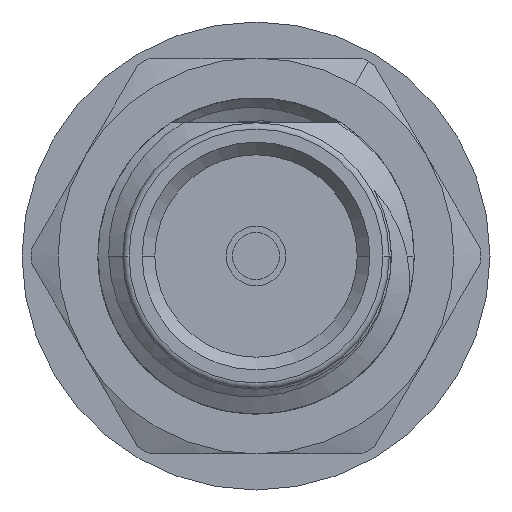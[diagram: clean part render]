
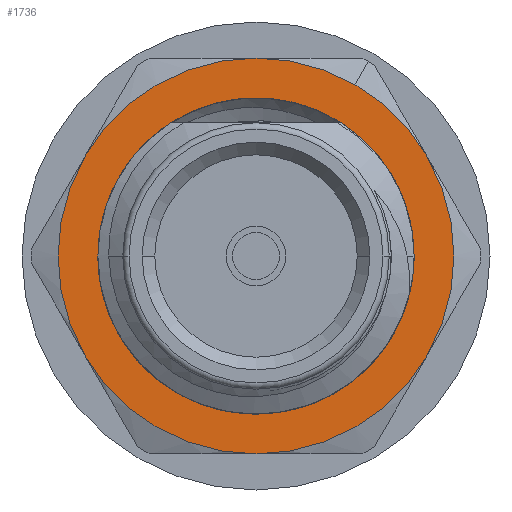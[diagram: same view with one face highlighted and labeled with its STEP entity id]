
A CAD part, left-side view. The second image highlights one B-rep face of the part: STEP entity #1736.
In plain terms, the highlighted planar face has unit normal (-1, 0, 0).
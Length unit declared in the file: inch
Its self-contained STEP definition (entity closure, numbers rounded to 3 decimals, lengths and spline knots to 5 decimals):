
#114 = CARTESIAN_POINT ( 'NONE',  ( 0.198, 0., 0. ) ) ;
#185 = EDGE_CURVE ( 'NONE', #25580, #1680, #8232, .T. ) ;
#496 = AXIS2_PLACEMENT_3D ( 'NONE', #13992, #16056, #18089 ) ;
#509 = CARTESIAN_POINT ( 'NONE',  ( 0.198, 0., 0. ) ) ;
#518 = DIRECTION ( 'NONE',  ( 1., 0., 0. ) ) ;
#718 = EDGE_CURVE ( 'NONE', #24615, #1198, #6650, .T. ) ;
#950 = CARTESIAN_POINT ( 'NONE',  ( 0.198, 0., 0. ) ) ;
#1035 = DIRECTION ( 'NONE',  ( 1., 0., 0. ) ) ;
#1198 = VERTEX_POINT ( 'NONE', #6972 ) ;
#1552 = CARTESIAN_POINT ( 'NONE',  ( 0.198, 0., 0. ) ) ;
#1680 = VERTEX_POINT ( 'NONE', #24231 ) ;
#1736 = ADVANCED_FACE ( 'NONE', ( #13276, #18027 ), #6562, .F. ) ;
#1966 = EDGE_CURVE ( 'NONE', #1198, #24615, #21852, .T. ) ;
#2331 = EDGE_LOOP ( 'NONE', ( #21760, #6112, #11964, #4970, #10675, #6295, #13415 ) ) ;
#2478 = EDGE_CURVE ( 'NONE', #1680, #6540, #9768, .T. ) ;
#3075 = DIRECTION ( 'NONE',  ( 1., 0., 0. ) ) ;
#3740 = CIRCLE ( 'NONE', #21737, 0.1565 ) ;
#3887 = EDGE_CURVE ( 'NONE', #22260, #25580, #3740, .T. ) ;
#4158 = DIRECTION ( 'NONE',  ( -1., 0., 0. ) ) ;
#4494 = CARTESIAN_POINT ( 'NONE',  ( 0.198, 0., 0. ) ) ;
#4528 = CIRCLE ( 'NONE', #24911, 0.1565 ) ;
#4668 = CARTESIAN_POINT ( 'NONE',  ( 0.198, 0., 0. ) ) ;
#4970 = ORIENTED_EDGE ( 'NONE', *, *, #3887, .T. ) ;
#5781 = CARTESIAN_POINT ( 'NONE',  ( 0.198, 0., 0. ) ) ;
#6052 = AXIS2_PLACEMENT_3D ( 'NONE', #16797, #22866, #14584 ) ;
#6112 = ORIENTED_EDGE ( 'NONE', *, *, #11661, .T. ) ;
#6295 = ORIENTED_EDGE ( 'NONE', *, *, #2478, .T. ) ;
#6540 = VERTEX_POINT ( 'NONE', #25851 ) ;
#6562 = PLANE ( 'NONE',  #8302 ) ;
#6577 = EDGE_LOOP ( 'NONE', ( #7688, #20618 ) ) ;
#6650 = CIRCLE ( 'NONE', #496, 0.125 ) ;
#6972 = CARTESIAN_POINT ( 'NONE',  ( 0.198, 0.0625, -0.10825 ) ) ;
#7499 = DIRECTION ( 'NONE',  ( -1., 0., 0. ) ) ;
#7573 = CARTESIAN_POINT ( 'NONE',  ( 0.198, 0., 0.1565 ) ) ;
#7638 = CARTESIAN_POINT ( 'NONE',  ( 0.198, -0.07825, 0.13553 ) ) ;
#7688 = ORIENTED_EDGE ( 'NONE', *, *, #1966, .T. ) ;
#8133 = CARTESIAN_POINT ( 'NONE',  ( 0.198, 0.12044, -0.03345 ) ) ;
#8232 = CIRCLE ( 'NONE', #10137, 0.1565 ) ;
#8302 = AXIS2_PLACEMENT_3D ( 'NONE', #10679, #518, #8422 ) ;
#8422 = DIRECTION ( 'NONE',  ( 0., -0.5, 0.866 ) ) ;
#8977 = CARTESIAN_POINT ( 'NONE',  ( 0.198, -0.13553, 0.07825 ) ) ;
#9557 = CIRCLE ( 'NONE', #11273, 0.1565 ) ;
#9768 = CIRCLE ( 'NONE', #19009, 0.1565 ) ;
#10137 = AXIS2_PLACEMENT_3D ( 'NONE', #114, #12317, #14076 ) ;
#10675 = ORIENTED_EDGE ( 'NONE', *, *, #185, .T. ) ;
#10679 = CARTESIAN_POINT ( 'NONE',  ( 0.198, 0., 0. ) ) ;
#10732 = CIRCLE ( 'NONE', #6052, 0.1565 ) ;
#10911 = VERTEX_POINT ( 'NONE', #7638 ) ;
#10938 = DIRECTION ( 'NONE',  ( 0., -0.5, 0.866 ) ) ;
#11273 = AXIS2_PLACEMENT_3D ( 'NONE', #4494, #1035, #10938 ) ;
#11661 = EDGE_CURVE ( 'NONE', #10911, #12617, #4528, .T. ) ;
#11964 = ORIENTED_EDGE ( 'NONE', *, *, #15926, .T. ) ;
#12317 = DIRECTION ( 'NONE',  ( -1., 0., 0. ) ) ;
#12391 = EDGE_CURVE ( 'NONE', #22083, #6540, #9557, .T. ) ;
#12617 = VERTEX_POINT ( 'NONE', #7573 ) ;
#12759 = CARTESIAN_POINT ( 'NONE',  ( 0.198, 0.13553, 0.07825 ) ) ;
#13276 = FACE_BOUND ( 'NONE', #6577, .T. ) ;
#13415 = ORIENTED_EDGE ( 'NONE', *, *, #12391, .F. ) ;
#13992 = CARTESIAN_POINT ( 'NONE',  ( 0.198, 0., 0. ) ) ;
#14076 = DIRECTION ( 'NONE',  ( 0., -0.5, 0.866 ) ) ;
#14444 = AXIS2_PLACEMENT_3D ( 'NONE', #509, #4158, #16625 ) ;
#14584 = DIRECTION ( 'NONE',  ( 0., -0.5, 0.866 ) ) ;
#15711 = DIRECTION ( 'NONE',  ( 0., -0.5, 0.866 ) ) ;
#15926 = EDGE_CURVE ( 'NONE', #12617, #22260, #10732, .T. ) ;
#16056 = DIRECTION ( 'NONE',  ( 1., 0., 0. ) ) ;
#16289 = DIRECTION ( 'NONE',  ( 0., -0.5, 0.866 ) ) ;
#16438 = AXIS2_PLACEMENT_3D ( 'NONE', #950, #3075, #17221 ) ;
#16625 = DIRECTION ( 'NONE',  ( 0., -0.5, 0.866 ) ) ;
#16797 = CARTESIAN_POINT ( 'NONE',  ( 0.198, 0., 0. ) ) ;
#17221 = DIRECTION ( 'NONE',  ( 0., -0.5, 0.866 ) ) ;
#18027 = FACE_OUTER_BOUND ( 'NONE', #2331, .T. ) ;
#18089 = DIRECTION ( 'NONE',  ( 0., -0.5, 0.866 ) ) ;
#18835 = DIRECTION ( 'NONE',  ( -1., 0., 0. ) ) ;
#19009 = AXIS2_PLACEMENT_3D ( 'NONE', #4668, #18835, #22939 ) ;
#19259 = CIRCLE ( 'NONE', #14444, 0.1565 ) ;
#20618 = ORIENTED_EDGE ( 'NONE', *, *, #718, .T. ) ;
#21737 = AXIS2_PLACEMENT_3D ( 'NONE', #5781, #24060, #16289 ) ;
#21760 = ORIENTED_EDGE ( 'NONE', *, *, #24137, .T. ) ;
#21852 = CIRCLE ( 'NONE', #16438, 0.125 ) ;
#22083 = VERTEX_POINT ( 'NONE', #8977 ) ;
#22260 = VERTEX_POINT ( 'NONE', #12759 ) ;
#22866 = DIRECTION ( 'NONE',  ( -1., 0., 0. ) ) ;
#22939 = DIRECTION ( 'NONE',  ( 0., -0.5, 0.866 ) ) ;
#23200 = CARTESIAN_POINT ( 'NONE',  ( 0.198, 0.13553, -0.07825 ) ) ;
#24060 = DIRECTION ( 'NONE',  ( -1., 0., 0. ) ) ;
#24137 = EDGE_CURVE ( 'NONE', #22083, #10911, #19259, .T. ) ;
#24231 = CARTESIAN_POINT ( 'NONE',  ( 0.198, 0., -0.1565 ) ) ;
#24615 = VERTEX_POINT ( 'NONE', #8133 ) ;
#24911 = AXIS2_PLACEMENT_3D ( 'NONE', #1552, #7499, #15711 ) ;
#25580 = VERTEX_POINT ( 'NONE', #23200 ) ;
#25851 = CARTESIAN_POINT ( 'NONE',  ( 0.198, -0.13553, -0.07825 ) ) ;
